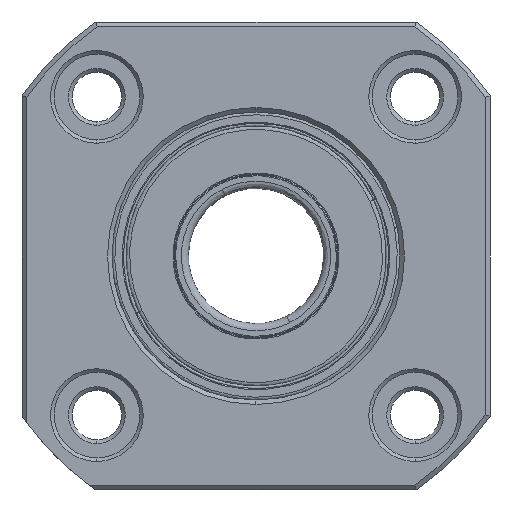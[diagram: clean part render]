
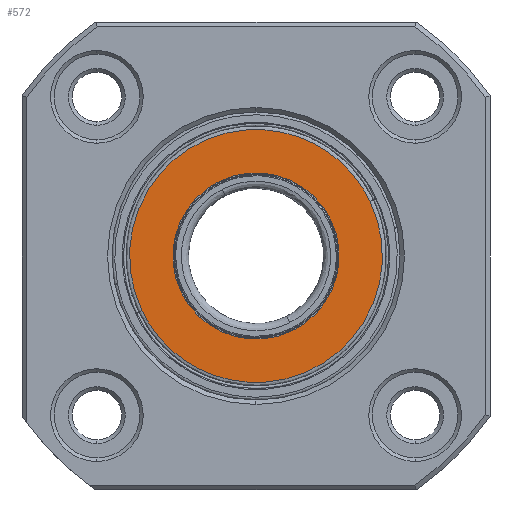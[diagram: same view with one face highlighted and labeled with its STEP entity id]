
A CAD part, left-side view. The second image highlights one B-rep face of the part: STEP entity #572.
In plain terms, the highlighted face is planar.
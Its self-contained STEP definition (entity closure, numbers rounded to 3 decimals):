
#222 = CARTESIAN_POINT ( 'NONE',  ( 0.5, 0., 9.235 ) ) ;
#572 = ADVANCED_FACE ( 'NONE', ( #7677, #8585 ), #4264, .F. ) ;
#681 =( BOUNDED_CURVE ( )  B_SPLINE_CURVE ( 3, ( #8090, #8134, #8131, #8083 ),
 .UNSPECIFIED., .F., .F. ) 
 B_SPLINE_CURVE_WITH_KNOTS ( ( 4, 4 ),
 ( 0., 1. ),
 .UNSPECIFIED. ) 
 CURVE ( )  GEOMETRIC_REPRESENTATION_ITEM ( )  RATIONAL_B_SPLINE_CURVE ( ( 1., 0.333, 0.333, 1. ) ) 
 REPRESENTATION_ITEM ( '' )  );
#1306 = EDGE_CURVE ( 'NONE', #8331, #9314, #6450, .T. ) ;
#1520 = ORIENTED_EDGE ( 'NONE', *, *, #8661, .F. ) ;
#1601 = EDGE_CURVE ( 'NONE', #9676, #8371, #681, .T. ) ;
#2974 = CARTESIAN_POINT ( 'NONE',  ( 0.5, 0., 14.052 ) ) ;
#3683 = CARTESIAN_POINT ( 'NONE',  ( 0.5, 9.235, 0. ) ) ;
#3732 = ORIENTED_EDGE ( 'NONE', *, *, #1601, .F. ) ;
#3982 = AXIS2_PLACEMENT_3D ( 'NONE', #9963, #9948, #9936 ) ;
#4161 = CARTESIAN_POINT ( 'NONE',  ( 0.5, 0., 14.052 ) ) ;
#4178 = CARTESIAN_POINT ( 'NONE',  ( 0.5, 0., -9.235 ) ) ;
#4264 = PLANE ( 'NONE',  #7655 ) ;
#4267 = DIRECTION ( 'NONE',  ( 0., 0., 1. ) ) ;
#4301 = DIRECTION ( 'NONE',  ( -1., 0., 0. ) ) ;
#4566 = DIRECTION ( 'NONE',  ( 0., 0., 1. ) ) ;
#4583 = DIRECTION ( 'NONE',  ( 1., 0., 0. ) ) ;
#4598 = CARTESIAN_POINT ( 'NONE',  ( 0.5, 0., 0. ) ) ;
#5085 = EDGE_CURVE ( 'NONE', #9314, #8331, #8956, .T. ) ;
#5381 = AXIS2_PLACEMENT_3D ( 'NONE', #4598, #4583, #4566 ) ;
#6033 = CARTESIAN_POINT ( 'NONE',  ( 0.5, -28.105, -14.052 ) ) ;
#6125 = EDGE_LOOP ( 'NONE', ( #7480, #9487 ) ) ;
#6450 = CIRCLE ( 'NONE', #3982, 9.235 ) ;
#6758 = CARTESIAN_POINT ( 'NONE',  ( 0.5, 0., -14.052 ) ) ;
#7256 = CARTESIAN_POINT ( 'NONE',  ( 0.5, 0., -14.052 ) ) ;
#7480 = ORIENTED_EDGE ( 'NONE', *, *, #5085, .F. ) ;
#7512 = CARTESIAN_POINT ( 'NONE',  ( 0.5, -28.105, 14.052 ) ) ;
#7655 = AXIS2_PLACEMENT_3D ( 'NONE', #3683, #4301, #4267 ) ;
#7677 = FACE_BOUND ( 'NONE', #6125, .T. ) ;
#8083 = CARTESIAN_POINT ( 'NONE',  ( 0.5, 0., -14.052 ) ) ;
#8090 = CARTESIAN_POINT ( 'NONE',  ( 0.5, 0., 14.052 ) ) ;
#8131 = CARTESIAN_POINT ( 'NONE',  ( 0.5, 28.105, -14.052 ) ) ;
#8134 = CARTESIAN_POINT ( 'NONE',  ( 0.5, 28.105, 14.052 ) ) ;
#8196 = EDGE_LOOP ( 'NONE', ( #1520, #3732 ) ) ;
#8331 = VERTEX_POINT ( 'NONE', #4178 ) ;
#8371 = VERTEX_POINT ( 'NONE', #7256 ) ;
#8585 = FACE_OUTER_BOUND ( 'NONE', #8196, .T. ) ;
#8661 = EDGE_CURVE ( 'NONE', #8371, #9676, #9815, .T. ) ;
#8956 = CIRCLE ( 'NONE', #5381, 9.235 ) ;
#9314 = VERTEX_POINT ( 'NONE', #222 ) ;
#9487 = ORIENTED_EDGE ( 'NONE', *, *, #1306, .F. ) ;
#9676 = VERTEX_POINT ( 'NONE', #4161 ) ;
#9815 =( BOUNDED_CURVE ( )  B_SPLINE_CURVE ( 3, ( #6758, #6033, #7512, #2974 ),
 .UNSPECIFIED., .F., .F. ) 
 B_SPLINE_CURVE_WITH_KNOTS ( ( 4, 4 ),
 ( 0., 1. ),
 .UNSPECIFIED. ) 
 CURVE ( )  GEOMETRIC_REPRESENTATION_ITEM ( )  RATIONAL_B_SPLINE_CURVE ( ( 1., 0.333, 0.333, 1. ) ) 
 REPRESENTATION_ITEM ( '' )  );
#9936 = DIRECTION ( 'NONE',  ( 0., 0., 1. ) ) ;
#9948 = DIRECTION ( 'NONE',  ( 1., 0., 0. ) ) ;
#9963 = CARTESIAN_POINT ( 'NONE',  ( 0.5, 0., 0. ) ) ;
